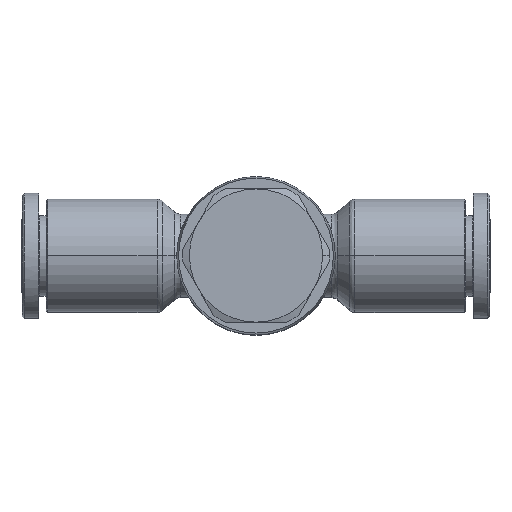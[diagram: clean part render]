
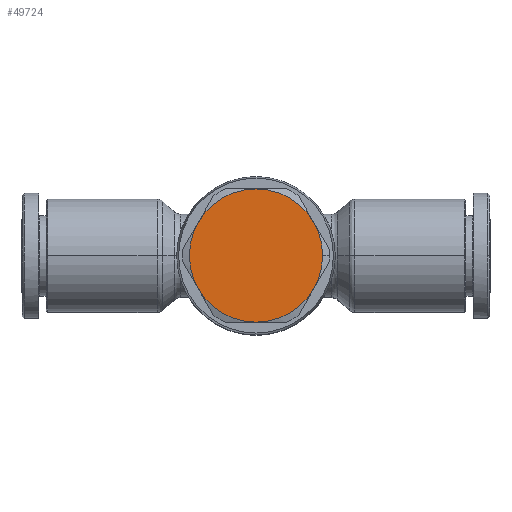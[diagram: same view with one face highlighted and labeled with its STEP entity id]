
A CAD part, top view. The second image highlights one B-rep face of the part: STEP entity #49724.
In plain terms, the highlighted planar face has unit normal (0, 0, 1).
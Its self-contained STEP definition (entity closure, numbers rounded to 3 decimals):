
#1327 = AXIS2_PLACEMENT_3D ( 'NONE', #3517, #9345, #9897 ) ;
#2854 = DIRECTION ( 'NONE',  ( -1., 0., 0. ) ) ;
#2936 = CIRCLE ( 'NONE', #22255, 8. ) ;
#3517 = CARTESIAN_POINT ( 'NONE',  ( 4.5, 0., 12. ) ) ;
#9345 = DIRECTION ( 'NONE',  ( 0., 0., -1. ) ) ;
#9897 = DIRECTION ( 'NONE',  ( -1., 0., 0. ) ) ;
#10315 = ORIENTED_EDGE ( 'NONE', *, *, #38080, .F. ) ;
#11744 = VERTEX_POINT ( 'NONE', #17365 ) ;
#13264 = ORIENTED_EDGE ( 'NONE', *, *, #35089, .F. ) ;
#15085 = CARTESIAN_POINT ( 'NONE',  ( 9.25, 0., 12. ) ) ;
#15662 = CARTESIAN_POINT ( 'NONE',  ( 4.5, 0., 12. ) ) ;
#16783 = CARTESIAN_POINT ( 'NONE',  ( 4.5, 0., 12. ) ) ;
#17118 = EDGE_CURVE ( 'NONE', #66446, #22280, #32954, .T. ) ;
#17365 = CARTESIAN_POINT ( 'NONE',  ( -2.428, -4., 12. ) ) ;
#17715 = VERTEX_POINT ( 'NONE', #18970 ) ;
#18098 = CIRCLE ( 'NONE', #72927, 8. ) ;
#18970 = CARTESIAN_POINT ( 'NONE',  ( 11.428, -4., 12. ) ) ;
#22255 = AXIS2_PLACEMENT_3D ( 'NONE', #62725, #23176, #69381 ) ;
#22280 = VERTEX_POINT ( 'NONE', #81496 ) ;
#22567 = DIRECTION ( 'NONE',  ( 0., 0., -1. ) ) ;
#22705 = FACE_OUTER_BOUND ( 'NONE', #34329, .T. ) ;
#23176 = DIRECTION ( 'NONE',  ( 0., 0., -1. ) ) ;
#23194 = CARTESIAN_POINT ( 'NONE',  ( 4.5, 8., 12. ) ) ;
#24559 = DIRECTION ( 'NONE',  ( -1., 0., 0. ) ) ;
#25516 = AXIS2_PLACEMENT_3D ( 'NONE', #15085, #35553, #74632 ) ;
#26544 = CARTESIAN_POINT ( 'NONE',  ( -2.428, 4., 12. ) ) ;
#27180 = VERTEX_POINT ( 'NONE', #85381 ) ;
#29994 = ORIENTED_EDGE ( 'NONE', *, *, #55276, .F. ) ;
#30885 = CARTESIAN_POINT ( 'NONE',  ( 4.5, 0., 12. ) ) ;
#32954 = CIRCLE ( 'NONE', #65596, 8. ) ;
#34329 = EDGE_LOOP ( 'NONE', ( #10315, #75856, #29994, #46630, #72675, #13264, #36672 ) ) ;
#35089 = EDGE_CURVE ( 'NONE', #27180, #11744, #57552, .T. ) ;
#35191 = DIRECTION ( 'NONE',  ( 0., 0., -1. ) ) ;
#35553 = DIRECTION ( 'NONE',  ( 0., 0., 1. ) ) ;
#35558 = CARTESIAN_POINT ( 'NONE',  ( 4.5, 0., 12. ) ) ;
#36041 = CARTESIAN_POINT ( 'NONE',  ( 4.5, 0., 12. ) ) ;
#36672 = ORIENTED_EDGE ( 'NONE', *, *, #74470, .F. ) ;
#38080 = EDGE_CURVE ( 'NONE', #22280, #17715, #40258, .T. ) ;
#40258 = CIRCLE ( 'NONE', #70702, 8. ) ;
#42226 = DIRECTION ( 'NONE',  ( -1., 0., 0. ) ) ;
#42932 = AXIS2_PLACEMENT_3D ( 'NONE', #35558, #81877, #42226 ) ;
#44772 = CIRCLE ( 'NONE', #42932, 8. ) ;
#46630 = ORIENTED_EDGE ( 'NONE', *, *, #62772, .F. ) ;
#49724 = ADVANCED_FACE ( 'NONE', ( #22705 ), #61603, .T. ) ;
#55276 = EDGE_CURVE ( 'NONE', #56541, #66446, #44772, .T. ) ;
#55726 = DIRECTION ( 'NONE',  ( -1., 0., 0. ) ) ;
#56541 = VERTEX_POINT ( 'NONE', #26544 ) ;
#57552 = CIRCLE ( 'NONE', #76667, 8. ) ;
#61603 = PLANE ( 'NONE',  #25516 ) ;
#62425 = CARTESIAN_POINT ( 'NONE',  ( -3.5, 0., 12. ) ) ;
#62725 = CARTESIAN_POINT ( 'NONE',  ( 4.5, 0., 12. ) ) ;
#62772 = EDGE_CURVE ( 'NONE', #63445, #56541, #67212, .T. ) ;
#63445 = VERTEX_POINT ( 'NONE', #62425 ) ;
#65596 = AXIS2_PLACEMENT_3D ( 'NONE', #30885, #83834, #24559 ) ;
#66446 = VERTEX_POINT ( 'NONE', #23194 ) ;
#67212 = CIRCLE ( 'NONE', #1327, 8. ) ;
#69112 = DIRECTION ( 'NONE',  ( 0., 0., -1. ) ) ;
#69381 = DIRECTION ( 'NONE',  ( -1., 0., 0. ) ) ;
#70702 = AXIS2_PLACEMENT_3D ( 'NONE', #36041, #35191, #55726 ) ;
#71221 = EDGE_CURVE ( 'NONE', #11744, #63445, #2936, .T. ) ;
#72675 = ORIENTED_EDGE ( 'NONE', *, *, #71221, .F. ) ;
#72927 = AXIS2_PLACEMENT_3D ( 'NONE', #16783, #22567, #2854 ) ;
#74470 = EDGE_CURVE ( 'NONE', #17715, #27180, #18098, .T. ) ;
#74632 = DIRECTION ( 'NONE',  ( 1., 0., 0. ) ) ;
#75856 = ORIENTED_EDGE ( 'NONE', *, *, #17118, .F. ) ;
#76667 = AXIS2_PLACEMENT_3D ( 'NONE', #15662, #69112, #82173 ) ;
#81496 = CARTESIAN_POINT ( 'NONE',  ( 11.428, 4., 12. ) ) ;
#81877 = DIRECTION ( 'NONE',  ( 0., 0., -1. ) ) ;
#82173 = DIRECTION ( 'NONE',  ( -1., 0., 0. ) ) ;
#83834 = DIRECTION ( 'NONE',  ( 0., 0., -1. ) ) ;
#85381 = CARTESIAN_POINT ( 'NONE',  ( 4.5, -8., 12. ) ) ;
